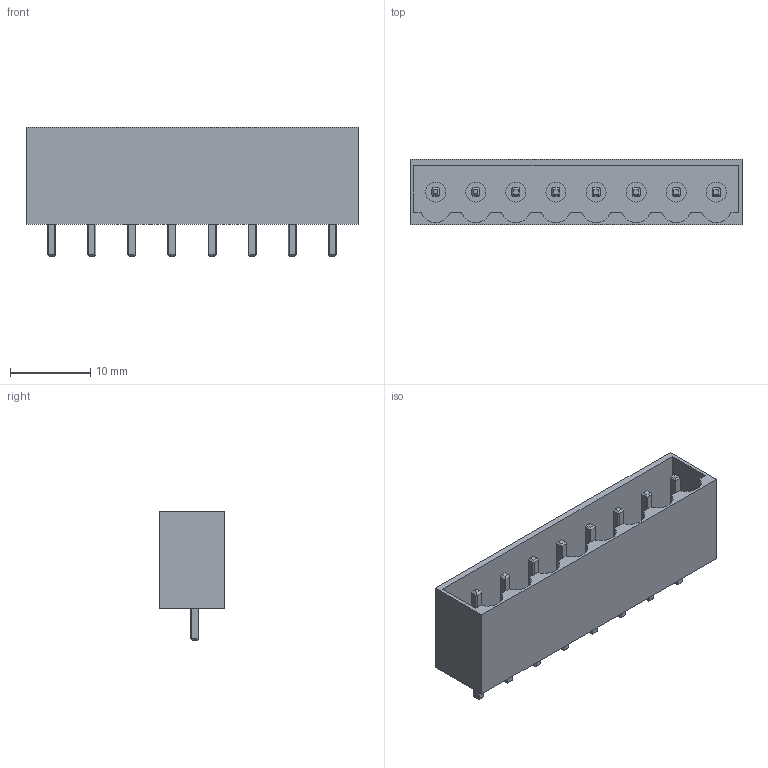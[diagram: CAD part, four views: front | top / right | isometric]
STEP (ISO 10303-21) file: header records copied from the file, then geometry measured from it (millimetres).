
FILE_DESCRIPTION (( 'STEP AP214' ), '1' );
FILE_NAME ('Cleamm-8_5mm - 2EDGVC-5_0-08P-14-00AH.STEP', '2022-04-14T16:23:32', ( 'Elessar' ), ( '' ), 'SwSTEP 2.0', 'SolidWorks 2018', '' );
FILE_SCHEMA (( 'AUTOMOTIVE_DESIGN' ));
Length unit declared in the file: millimetre
Products named in the file (1): Cleamm-8_5mm - 2EDGVC-5_0-08P-14-00AH
Bounding box: 41.4 x 8.2 x 16.1 mm (x, y, z)
Volume: 2137.4 mm3; surface area: 3036 mm2
Topology: 1 solids, 1 shells, 257 faces, 688 edges, 458 vertices
Faces by surface type: plane 233, cylinder 24
Entity records: 10623 total; most frequent: CARTESIAN_POINT 1404, ORIENTED_EDGE 1376, DIRECTION 1252, EDGE_CURVE 688, VECTOR 640, LINE 640, VERTEX_POINT 458, AXIS2_PLACEMENT_3D 306
